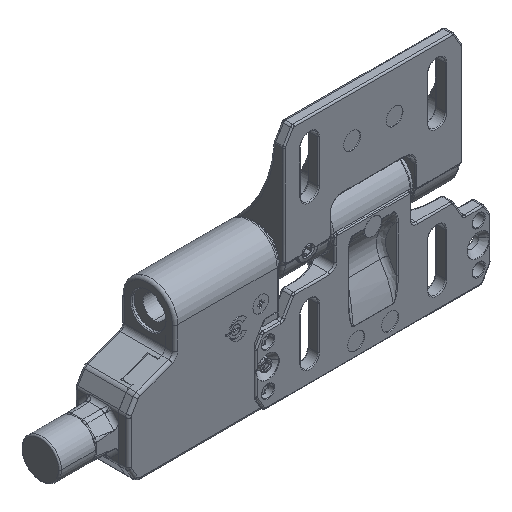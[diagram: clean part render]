
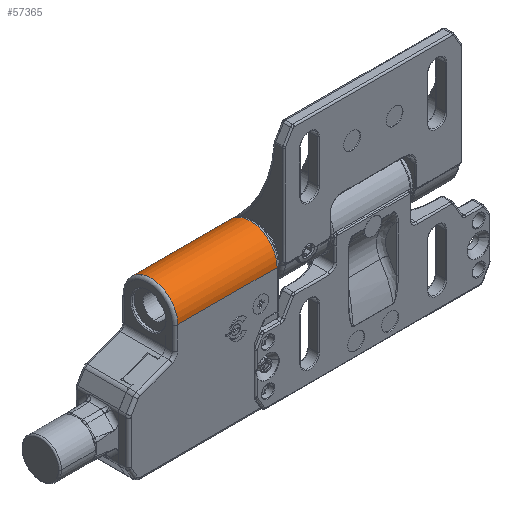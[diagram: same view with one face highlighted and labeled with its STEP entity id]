
A CAD part, isometric view. The second image highlights one B-rep face of the part: STEP entity #57365.
In plain terms, the highlighted cylindrical face has radius 9.5 mm (diameter 19 mm), a partial arc.
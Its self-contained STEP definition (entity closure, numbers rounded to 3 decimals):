
#29419=CARTESIAN_POINT('',(33.5,0.,-0.025));
#29420=DIRECTION('',(1.,0.,0.));
#29421=DIRECTION('',(0.,1.,0.));
#29422=AXIS2_PLACEMENT_3D('',#29419,#29420,#29421);
#29424=CARTESIAN_POINT('',(33.5,0.,-0.025));
#29425=DIRECTION('',(1.,0.,0.));
#29426=DIRECTION('',(0.,1.,0.017));
#29427=AXIS2_PLACEMENT_3D('',#29424,#29425,#29426);
#29429=CARTESIAN_POINT('',(33.5,0.,-0.025));
#29430=DIRECTION('',(1.,0.,0.));
#29431=DIRECTION('',(0.,0.,1.));
#29432=AXIS2_PLACEMENT_3D('',#29429,#29430,#29431);
#29439=DIRECTION('',(-1.,0.,0.));
#29440=VECTOR('',#29439,35.);
#29441=CARTESIAN_POINT('',(68.5,-9.5,-0.025));
#29442=LINE('',#29441,#29440);
#29443=DIRECTION('',(1.,0.,0.));
#29444=VECTOR('',#29443,35.);
#29445=CARTESIAN_POINT('',(33.5,9.5,-0.025));
#29446=LINE('',#29445,#29444);
#29452=CARTESIAN_POINT('',(68.5,0.,-0.025));
#29453=DIRECTION('',(-1.,0.,0.));
#29454=DIRECTION('',(0.,-1.,0.));
#29455=AXIS2_PLACEMENT_3D('',#29452,#29453,#29454);
#29457=CARTESIAN_POINT('',(68.5,0.,-0.025));
#29458=DIRECTION('',(-1.,0.,0.));
#29459=DIRECTION('',(0.,-1.,0.012));
#29460=AXIS2_PLACEMENT_3D('',#29457,#29458,#29459);
#29462=CARTESIAN_POINT('',(68.5,0.,-0.025));
#29463=DIRECTION('',(-1.,0.,0.));
#29464=DIRECTION('',(0.,0.,1.));
#29465=AXIS2_PLACEMENT_3D('',#29462,#29463,#29464);
#47410=CARTESIAN_POINT('',(68.5,9.5,-0.025));
#47412=VERTEX_POINT('',#47410);
#47414=CARTESIAN_POINT('',(33.5,9.5,-0.025));
#47415=VERTEX_POINT('',#47414);
#47470=CARTESIAN_POINT('',(33.5,0.,9.475));
#47471=CARTESIAN_POINT('',(33.5,-9.5,-0.025));
#47472=VERTEX_POINT('',#47470);
#47473=VERTEX_POINT('',#47471);
#47474=CARTESIAN_POINT('',(33.5,9.499,0.141));
#47475=VERTEX_POINT('',#47474);
#47476=CARTESIAN_POINT('',(68.5,0.,9.475));
#47477=VERTEX_POINT('',#47476);
#47478=CARTESIAN_POINT('',(68.5,-9.499,0.092));
#47479=VERTEX_POINT('',#47478);
#47480=CARTESIAN_POINT('',(68.5,-9.5,-0.025));
#47481=VERTEX_POINT('',#47480);
#57347=CARTESIAN_POINT('',(32.5,0.,-0.025));
#57348=DIRECTION('',(1.,0.,0.));
#57349=DIRECTION('',(0.,0.,-1.));
#57350=AXIS2_PLACEMENT_3D('',#57347,#57348,#57349);
#57351=CYLINDRICAL_SURFACE('',#57350,9.5);
#57353=ORIENTED_EDGE('',*,*,#57352,.F.);
#57355=ORIENTED_EDGE('',*,*,#57354,.F.);
#57357=ORIENTED_EDGE('',*,*,#57356,.F.);
#57358=ORIENTED_EDGE('',*,*,#57026,.T.);
#57359=ORIENTED_EDGE('',*,*,#57341,.F.);
#57360=ORIENTED_EDGE('',*,*,#57339,.F.);
#57361=ORIENTED_EDGE('',*,*,#57337,.F.);
#57362=ORIENTED_EDGE('',*,*,#56098,.T.);
#57363=EDGE_LOOP('',(#57353,#57355,#57357,#57358,#57359,#57360,#57361,#57362));
#57364=FACE_OUTER_BOUND('',#57363,.F.);
#57365=ADVANCED_FACE('',(#57364),#57351,.T.);
#29423=CIRCLE('',#29422,9.5);
#29428=CIRCLE('',#29427,9.5);
#29433=CIRCLE('',#29432,9.5);
#29456=CIRCLE('',#29455,9.5);
#29461=CIRCLE('',#29460,9.5);
#29466=CIRCLE('',#29465,9.5);
#56098=EDGE_CURVE('',#47415,#47412,#29446,.T.);
#57026=EDGE_CURVE('',#47481,#47473,#29442,.T.);
#57337=EDGE_CURVE('',#47415,#47475,#29423,.T.);
#57339=EDGE_CURVE('',#47475,#47472,#29428,.T.);
#57341=EDGE_CURVE('',#47472,#47473,#29433,.T.);
#57352=EDGE_CURVE('',#47477,#47412,#29466,.T.);
#57354=EDGE_CURVE('',#47479,#47477,#29461,.T.);
#57356=EDGE_CURVE('',#47481,#47479,#29456,.T.);
